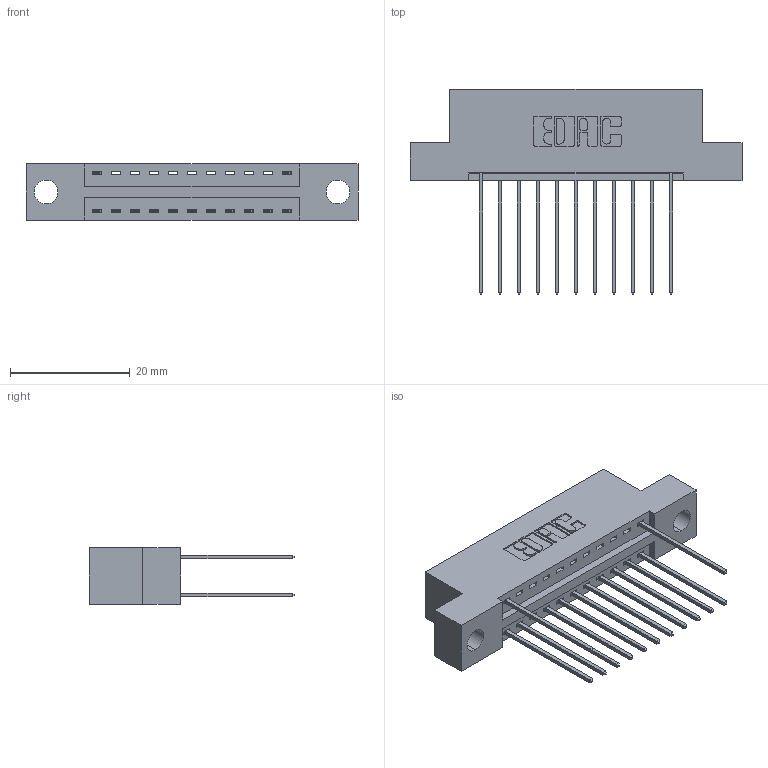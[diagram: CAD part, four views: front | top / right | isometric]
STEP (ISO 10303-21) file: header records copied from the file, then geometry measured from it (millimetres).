
FILE_DESCRIPTION (( 'STEP AP203' ), '1' );
FILE_NAME ('346-022-541-204.STEP', '2018-08-21T00:42:03', ( '' ), ( '' ), 'SwSTEP 2.0', 'SolidWorks 2016', '' );
FILE_SCHEMA (( 'CONFIG_CONTROL_DESIGN' ));
Length unit declared in the file: inch
Products named in the file (3): 346-022-541-204; 346 Part_Flush Mounting Lugs - 0.156 Dia-TH; 345-292-001_345-293-141
Assembly tree (14 placements, depth 2):
  346-022-541-204
    346 Part_Flush Mounting Lugs - 0.156 Dia-TH
    345-292-001_345-293-141  x13
Bounding box: 55.5 x 34.29 x 9.4 mm (x, y, z)
Volume: 5076.8 mm3; surface area: 6195.1 mm2
Topology: 14 solids, 14 shells, 852 faces, 2533 edges, 1670 vertices
Faces by surface type: plane 576, cylinder 276
Entity records: 11085 total; most frequent: CARTESIAN_POINT 1907, ORIENTED_EDGE 1850, DIRECTION 1723, EDGE_CURVE 925, LINE 749, VECTOR 749, VERTEX_POINT 614, AXIS2_PLACEMENT_3D 487
